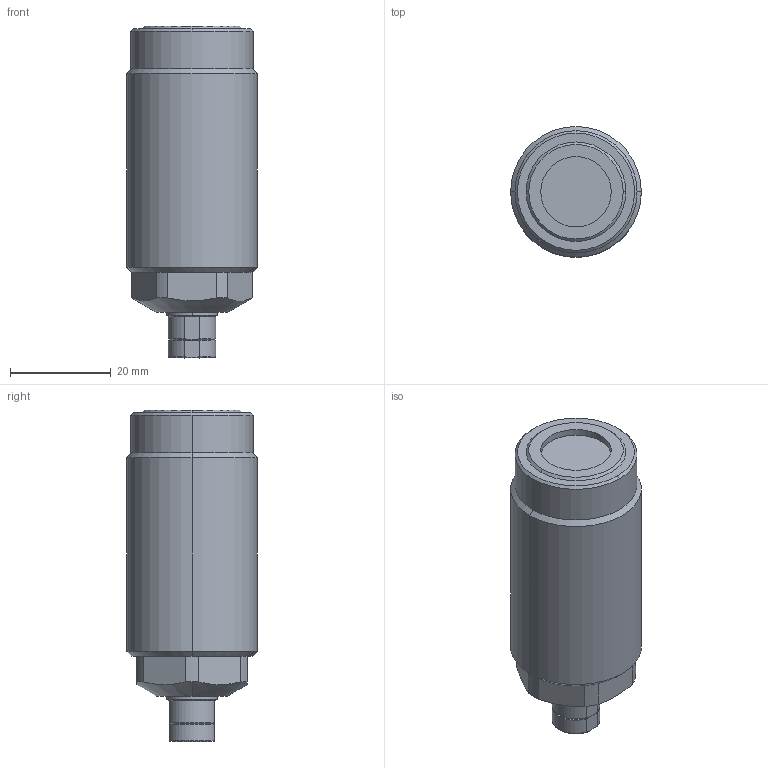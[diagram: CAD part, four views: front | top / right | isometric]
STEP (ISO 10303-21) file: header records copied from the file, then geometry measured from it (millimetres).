
FILE_DESCRIPTION (( 'STEP AP214' ), '1' );
FILE_NAME ('MVI-WS26-BP.STEP', '2025-01-10T11:35:49', ( '' ), ( '' ), 'SwSTEP 2.0', 'SolidWorks 2023', '' );
FILE_SCHEMA (( 'AUTOMOTIVE_DESIGN' ));
Length unit declared in the file: millimetre
Products named in the file (1): MVI-WS26-BP
Bounding box: 26 x 26 x 66.05 mm (x, y, z)
Volume: 28403.7 mm3; surface area: 7570.2 mm2
Topology: 3 solids, 3 shells, 83 faces, 185 edges, 114 vertices
Faces by surface type: cylinder 29, plane 29, cone 22, bspline 3
Entity records: 2479 total; most frequent: CARTESIAN_POINT 554, DIRECTION 425, ORIENTED_EDGE 370, EDGE_CURVE 185, AXIS2_PLACEMENT_3D 177, VERTEX_POINT 114, CIRCLE 96, EDGE_LOOP 91
